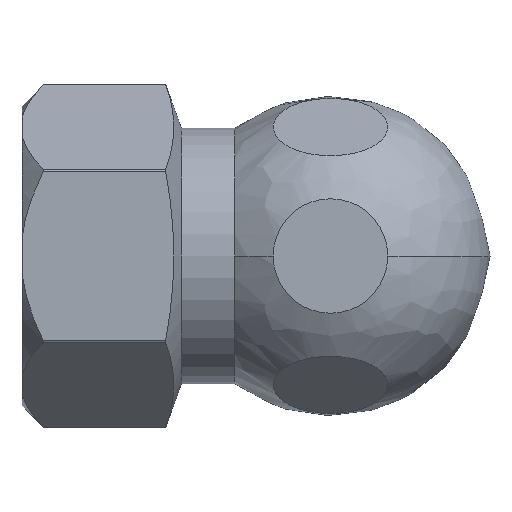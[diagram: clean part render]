
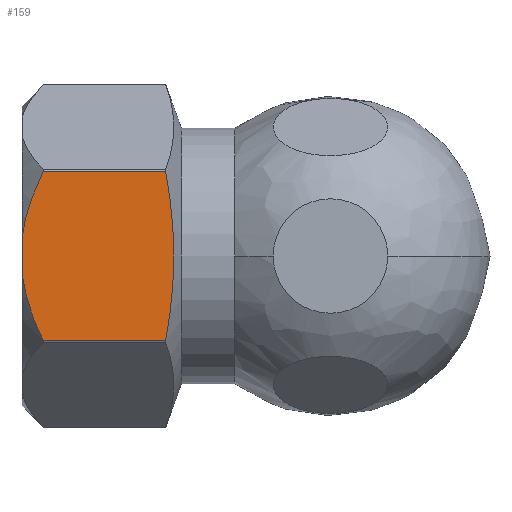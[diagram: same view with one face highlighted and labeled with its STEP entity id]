
A CAD part, left-side view. The second image highlights one B-rep face of the part: STEP entity #159.
In plain terms, the highlighted planar face has unit normal (-1, 0, 0).
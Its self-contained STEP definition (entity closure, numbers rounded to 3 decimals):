
#61 = CARTESIAN_POINT ( 'NONE',  ( -7., -0.755, -3.478 ) ) ;
#66 = EDGE_CURVE ( 'NONE', #586, #441, #1489, .T. ) ;
#122 = CARTESIAN_POINT ( 'NONE',  ( -7., -7.101, 1.325 ) ) ;
#125 = CARTESIAN_POINT ( 'NONE',  ( -7., -0.754, 3.478 ) ) ;
#159 = ADVANCED_FACE ( 'NONE', ( #202 ), #1056, .T. ) ;
#175 = CARTESIAN_POINT ( 'NONE',  ( -7., -1., -3.975 ) ) ;
#177 = EDGE_CURVE ( 'NONE', #543, #1212, #1123, .T. ) ;
#202 = FACE_OUTER_BOUND ( 'NONE', #1480, .T. ) ;
#270 = B_SPLINE_CURVE_WITH_KNOTS ( 'NONE', 3,
 ( #471, #125, #1092, #358, #1221, #1323 ),
 .UNSPECIFIED., .F., .F.,
 ( 4, 2, 4 ),
 ( 0., 0.002, 0.003 ),
 .UNSPECIFIED. ) ;
#285 = CARTESIAN_POINT ( 'NONE',  ( -7., -0.066, -1.391 ) ) ;
#316 = ORIENTED_EDGE ( 'NONE', *, *, #66, .F. ) ;
#339 = EDGE_CURVE ( 'NONE', #586, #488, #1281, .T. ) ;
#349 = CARTESIAN_POINT ( 'NONE',  ( -7., -6.969, 2.65 ) ) ;
#358 = CARTESIAN_POINT ( 'NONE',  ( -7., -0.194, 1.928 ) ) ;
#400 = CARTESIAN_POINT ( 'NONE',  ( -7., -0.538, -2.969 ) ) ;
#401 = CARTESIAN_POINT ( 'NONE',  ( -7., -6.754, -3.975 ) ) ;
#419 = CARTESIAN_POINT ( 'NONE',  ( -7., -1., -3.975 ) ) ;
#441 = VERTEX_POINT ( 'NONE', #911 ) ;
#448 = DIRECTION ( 'NONE',  ( 0., 0., 1. ) ) ;
#451 = EDGE_CURVE ( 'NONE', #488, #1212, #1110, .T. ) ;
#452 = CARTESIAN_POINT ( 'NONE',  ( -7., 0., 0. ) ) ;
#471 = CARTESIAN_POINT ( 'NONE',  ( -7., -1., 3.975 ) ) ;
#488 = VERTEX_POINT ( 'NONE', #419 ) ;
#543 = VERTEX_POINT ( 'NONE', #1169 ) ;
#556 = CARTESIAN_POINT ( 'NONE',  ( -7., 0., -0.838 ) ) ;
#558 = DIRECTION ( 'NONE',  ( 0., 1., 0. ) ) ;
#560 = VECTOR ( 'NONE', #558, 1000. ) ;
#565 = VERTEX_POINT ( 'NONE', #1030 ) ;
#568 = ORIENTED_EDGE ( 'NONE', *, *, #177, .F. ) ;
#586 = VERTEX_POINT ( 'NONE', #556 ) ;
#623 = ORIENTED_EDGE ( 'NONE', *, *, #912, .T. ) ;
#633 = LINE ( 'NONE', #1180, #560 ) ;
#657 = ORIENTED_EDGE ( 'NONE', *, *, #339, .T. ) ;
#705 = VECTOR ( 'NONE', #448, 1000. ) ;
#717 = CARTESIAN_POINT ( 'NONE',  ( -7., -7.101, -1.325 ) ) ;
#818 = EDGE_CURVE ( 'NONE', #543, #565, #633, .T. ) ;
#890 = CARTESIAN_POINT ( 'NONE',  ( -7., 0., -0.838 ) ) ;
#911 = CARTESIAN_POINT ( 'NONE',  ( -7., 0., 0.838 ) ) ;
#912 = EDGE_CURVE ( 'NONE', #565, #441, #270, .T. ) ;
#936 = CARTESIAN_POINT ( 'NONE',  ( -7., -22., -4.041 ) ) ;
#950 = CARTESIAN_POINT ( 'NONE',  ( -7., -6.873, -3.313 ) ) ;
#968 = CARTESIAN_POINT ( 'NONE',  ( -7., -6.969, -2.65 ) ) ;
#1030 = CARTESIAN_POINT ( 'NONE',  ( -7., -1., 3.975 ) ) ;
#1056 = PLANE ( 'NONE',  #1377 ) ;
#1092 = CARTESIAN_POINT ( 'NONE',  ( -7., -0.538, 2.97 ) ) ;
#1110 = LINE ( 'NONE', #1523, #1227 ) ;
#1123 = B_SPLINE_CURVE_WITH_KNOTS ( 'NONE', 3,
 ( #1302, #1196, #349, #122, #1207, #717, #968, #950, #1459 ),
 .UNSPECIFIED., .F., .F.,
 ( 4, 2, 1, 2, 4 ),
 ( 0., 0.002, 0.004, 0.006, 0.008 ),
 .UNSPECIFIED. ) ;
#1155 = CARTESIAN_POINT ( 'NONE',  ( -7., -0.193, -1.926 ) ) ;
#1164 = DIRECTION ( 'NONE',  ( 0., -1., 0. ) ) ;
#1169 = CARTESIAN_POINT ( 'NONE',  ( -7., -6.754, 3.975 ) ) ;
#1180 = CARTESIAN_POINT ( 'NONE',  ( -7., -22., 3.975 ) ) ;
#1196 = CARTESIAN_POINT ( 'NONE',  ( -7., -6.873, 3.313 ) ) ;
#1207 = CARTESIAN_POINT ( 'NONE',  ( -7., -7.171, 0. ) ) ;
#1212 = VERTEX_POINT ( 'NONE', #401 ) ;
#1221 = CARTESIAN_POINT ( 'NONE',  ( -7., -0.066, 1.393 ) ) ;
#1227 = VECTOR ( 'NONE', #1164, 1000. ) ;
#1281 = B_SPLINE_CURVE_WITH_KNOTS ( 'NONE', 3,
 ( #890, #285, #1155, #400, #61, #175 ),
 .UNSPECIFIED., .F., .F.,
 ( 4, 2, 4 ),
 ( 0., 0.002, 0.003 ),
 .UNSPECIFIED. ) ;
#1302 = CARTESIAN_POINT ( 'NONE',  ( -7., -6.754, 3.975 ) ) ;
#1323 = CARTESIAN_POINT ( 'NONE',  ( -7., 0., 0.838 ) ) ;
#1377 = AXIS2_PLACEMENT_3D ( 'NONE', #936, #1432, #1549 ) ;
#1432 = DIRECTION ( 'NONE',  ( -1., 0., 0. ) ) ;
#1459 = CARTESIAN_POINT ( 'NONE',  ( -7., -6.754, -3.975 ) ) ;
#1480 = EDGE_LOOP ( 'NONE', ( #316, #657, #1497, #568, #1492, #623 ) ) ;
#1489 = LINE ( 'NONE', #452, #705 ) ;
#1492 = ORIENTED_EDGE ( 'NONE', *, *, #818, .T. ) ;
#1497 = ORIENTED_EDGE ( 'NONE', *, *, #451, .T. ) ;
#1523 = CARTESIAN_POINT ( 'NONE',  ( -7., -22., -3.975 ) ) ;
#1549 = DIRECTION ( 'NONE',  ( 0., 0., 1. ) ) ;
